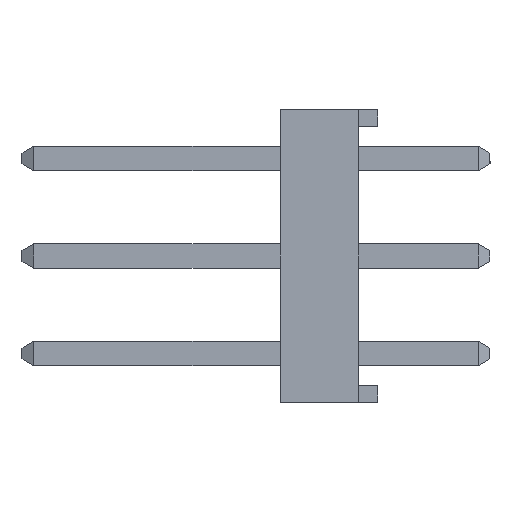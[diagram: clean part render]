
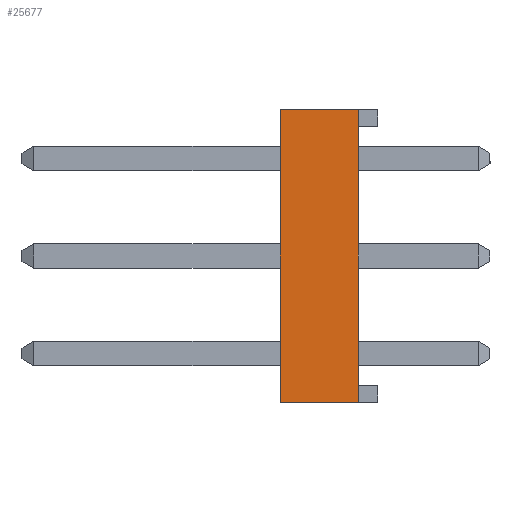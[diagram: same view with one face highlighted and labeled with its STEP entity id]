
A CAD part, left-side view. The second image highlights one B-rep face of the part: STEP entity #25677.
In plain terms, the highlighted planar face has unit normal (-1, 0, 0).
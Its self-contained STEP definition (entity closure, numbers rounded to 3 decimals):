
#1191 = VERTEX_POINT ( 'NONE', #4480 ) ;
#1837 = EDGE_LOOP ( 'NONE', ( #10871, #22307, #27875, #12865 ) ) ;
#2143 = DIRECTION ( 'NONE',  ( 0., 0., 1. ) ) ;
#3522 = LINE ( 'NONE', #10975, #28179 ) ;
#4480 = CARTESIAN_POINT ( 'NONE',  ( -11.43, 2.54, -3.81 ) ) ;
#5868 = DIRECTION ( 'NONE',  ( 0., 1., 0. ) ) ;
#6760 = CARTESIAN_POINT ( 'NONE',  ( -11.43, 2.54, -3.81 ) ) ;
#6886 = VECTOR ( 'NONE', #13328, 1000. ) ;
#6923 = DIRECTION ( 'NONE',  ( 0., -1., 0. ) ) ;
#8043 = VECTOR ( 'NONE', #2143, 1000. ) ;
#8428 = AXIS2_PLACEMENT_3D ( 'NONE', #28224, #17498, #5868 ) ;
#8697 = LINE ( 'NONE', #15407, #6886 ) ;
#8712 = EDGE_CURVE ( 'NONE', #13183, #16284, #11840, .T. ) ;
#10488 = PLANE ( 'NONE',  #8428 ) ;
#10832 = DIRECTION ( 'NONE',  ( 0., 0., -1. ) ) ;
#10871 = ORIENTED_EDGE ( 'NONE', *, *, #17598, .F. ) ;
#10975 = CARTESIAN_POINT ( 'NONE',  ( -11.43, 0.508, -3.81 ) ) ;
#11066 = VECTOR ( 'NONE', #6923, 1000. ) ;
#11840 = LINE ( 'NONE', #23006, #11066 ) ;
#11849 = CARTESIAN_POINT ( 'NONE',  ( -11.43, 2.54, 3.81 ) ) ;
#12865 = ORIENTED_EDGE ( 'NONE', *, *, #20140, .T. ) ;
#13183 = VERTEX_POINT ( 'NONE', #11849 ) ;
#13328 = DIRECTION ( 'NONE',  ( 0., -1., 0. ) ) ;
#15407 = CARTESIAN_POINT ( 'NONE',  ( -11.43, 2.54, -3.81 ) ) ;
#16275 = VERTEX_POINT ( 'NONE', #22615 ) ;
#16284 = VERTEX_POINT ( 'NONE', #20086 ) ;
#17349 = FACE_OUTER_BOUND ( 'NONE', #1837, .T. ) ;
#17498 = DIRECTION ( 'NONE',  ( 1., 0., 0. ) ) ;
#17598 = EDGE_CURVE ( 'NONE', #16284, #16275, #3522, .T. ) ;
#20086 = CARTESIAN_POINT ( 'NONE',  ( -11.43, 0.508, 3.81 ) ) ;
#20140 = EDGE_CURVE ( 'NONE', #1191, #16275, #8697, .T. ) ;
#22307 = ORIENTED_EDGE ( 'NONE', *, *, #8712, .F. ) ;
#22615 = CARTESIAN_POINT ( 'NONE',  ( -11.43, 0.508, -3.81 ) ) ;
#23006 = CARTESIAN_POINT ( 'NONE',  ( -11.43, 2.54, 3.81 ) ) ;
#25677 = ADVANCED_FACE ( 'NONE', ( #17349 ), #10488, .F. ) ;
#27176 = LINE ( 'NONE', #6760, #8043 ) ;
#27654 = EDGE_CURVE ( 'NONE', #1191, #13183, #27176, .T. ) ;
#27875 = ORIENTED_EDGE ( 'NONE', *, *, #27654, .F. ) ;
#28179 = VECTOR ( 'NONE', #10832, 1000. ) ;
#28224 = CARTESIAN_POINT ( 'NONE',  ( -11.43, 2.54, -3.81 ) ) ;
